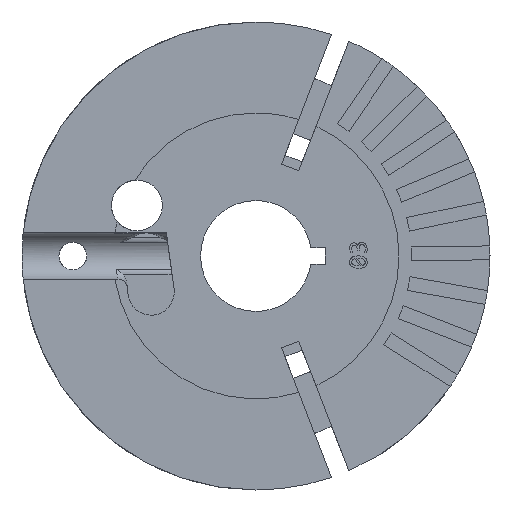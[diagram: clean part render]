
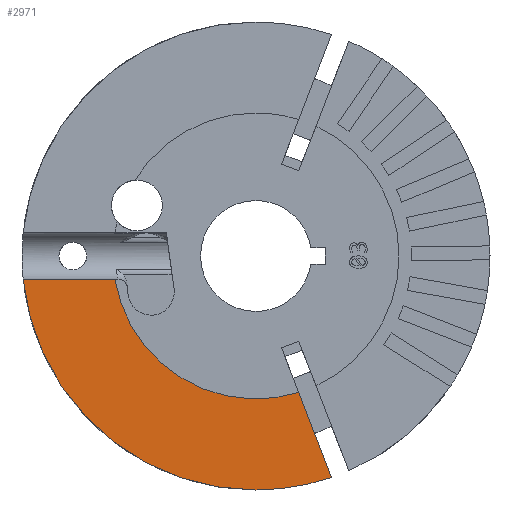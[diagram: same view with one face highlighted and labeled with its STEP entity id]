
A CAD part, left-side view. The second image highlights one B-rep face of the part: STEP entity #2971.
In plain terms, the highlighted planar face has unit normal (-1, 0, 0).
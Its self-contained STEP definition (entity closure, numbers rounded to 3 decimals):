
#159 = CARTESIAN_POINT ( 'NONE',  ( 1.6, 0., 0. ) ) ;
#315 = VERTEX_POINT ( 'NONE', #3482 ) ;
#633 = AXIS2_PLACEMENT_3D ( 'NONE', #159, #5851, #7121 ) ;
#678 = EDGE_CURVE ( 'NONE', #315, #1512, #3907, .T. ) ;
#794 = VECTOR ( 'NONE', #1479, 1000. ) ;
#1135 = CARTESIAN_POINT ( 'NONE',  ( 1.6, 0.933, -0.36 ) ) ;
#1216 = DIRECTION ( 'NONE',  ( -1., 0., 0. ) ) ;
#1479 = DIRECTION ( 'NONE',  ( 0., 1., 0. ) ) ;
#1512 = VERTEX_POINT ( 'NONE', #4728 ) ;
#1687 = VERTEX_POINT ( 'NONE', #2936 ) ;
#1932 = CARTESIAN_POINT ( 'NONE',  ( 1.6, 2.597, -2.5 ) ) ;
#2176 = DIRECTION ( 'NONE',  ( 0., 0., 1. ) ) ;
#2191 = AXIS2_PLACEMENT_3D ( 'NONE', #5705, #4461, #2176 ) ;
#2519 = VECTOR ( 'NONE', #6776, 1000. ) ;
#2689 = DIRECTION ( 'NONE',  ( 0., 0., 1. ) ) ;
#2936 = CARTESIAN_POINT ( 'NONE',  ( 1.6, -8.173, -23.97 ) ) ;
#2966 = DIRECTION ( 'NONE',  ( 0., 0., 1. ) ) ;
#2971 = ADVANCED_FACE ( 'NONE', ( #4706 ), #4104, .T. ) ;
#3069 = EDGE_CURVE ( 'NONE', #315, #3603, #3758, .T. ) ;
#3260 = AXIS2_PLACEMENT_3D ( 'NONE', #5064, #7358, #2689 ) ;
#3482 = CARTESIAN_POINT ( 'NONE',  ( 1.6, 15.272, -2.5 ) ) ;
#3603 = VERTEX_POINT ( 'NONE', #4717 ) ;
#3693 = EDGE_CURVE ( 'NONE', #1687, #1512, #4031, .T. ) ;
#3758 = LINE ( 'NONE', #1932, #794 ) ;
#3907 = CIRCLE ( 'NONE', #633, 15.475 ) ;
#4031 = LINE ( 'NONE', #1135, #2519 ) ;
#4037 = ORIENTED_EDGE ( 'NONE', *, *, #678, .F. ) ;
#4104 = PLANE ( 'NONE',  #5514 ) ;
#4437 = ORIENTED_EDGE ( 'NONE', *, *, #3069, .T. ) ;
#4461 = DIRECTION ( 'NONE',  ( -1., 0., 0. ) ) ;
#4521 = CARTESIAN_POINT ( 'NONE',  ( 1.6, 0., -25.325 ) ) ;
#4706 = FACE_OUTER_BOUND ( 'NONE', #6201, .T. ) ;
#4717 = CARTESIAN_POINT ( 'NONE',  ( 1.6, 25.201, -2.5 ) ) ;
#4728 = CARTESIAN_POINT ( 'NONE',  ( 1.6, -4.624, -14.768 ) ) ;
#4820 = ORIENTED_EDGE ( 'NONE', *, *, #3693, .T. ) ;
#5064 = CARTESIAN_POINT ( 'NONE',  ( 1.6, 0., 0. ) ) ;
#5486 = VERTEX_POINT ( 'NONE', #4521 ) ;
#5514 = AXIS2_PLACEMENT_3D ( 'NONE', #6398, #1216, #2966 ) ;
#5705 = CARTESIAN_POINT ( 'NONE',  ( 1.6, 0., 0. ) ) ;
#5723 = EDGE_CURVE ( 'NONE', #3603, #5486, #6501, .T. ) ;
#5826 = CIRCLE ( 'NONE', #2191, 25.325 ) ;
#5851 = DIRECTION ( 'NONE',  ( -1., 0., 0. ) ) ;
#5885 = ORIENTED_EDGE ( 'NONE', *, *, #5723, .T. ) ;
#6181 = EDGE_CURVE ( 'NONE', #5486, #1687, #5826, .T. ) ;
#6201 = EDGE_LOOP ( 'NONE', ( #5885, #6671, #4820, #4037, #4437 ) ) ;
#6398 = CARTESIAN_POINT ( 'NONE',  ( 1.6, 0., 0. ) ) ;
#6501 = CIRCLE ( 'NONE', #3260, 25.325 ) ;
#6671 = ORIENTED_EDGE ( 'NONE', *, *, #6181, .T. ) ;
#6776 = DIRECTION ( 'NONE',  ( 0., 0.36, 0.933 ) ) ;
#7121 = DIRECTION ( 'NONE',  ( 0., 0., 1. ) ) ;
#7358 = DIRECTION ( 'NONE',  ( -1., 0., 0. ) ) ;
